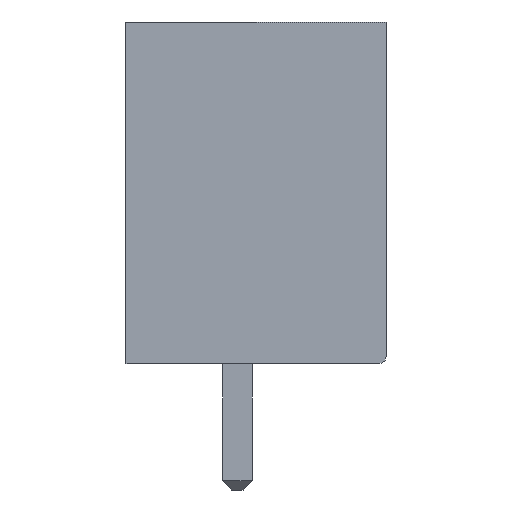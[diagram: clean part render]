
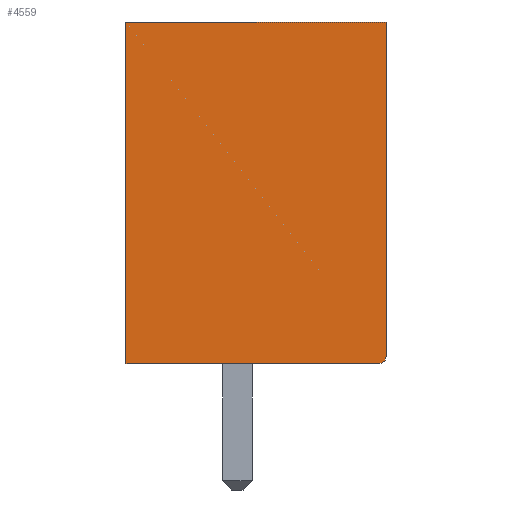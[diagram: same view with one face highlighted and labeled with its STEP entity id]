
A CAD part, left-side view. The second image highlights one B-rep face of the part: STEP entity #4559.
In plain terms, the highlighted planar face has unit normal (-1, 0, 0).
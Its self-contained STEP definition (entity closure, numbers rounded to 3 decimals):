
#229 = CARTESIAN_POINT ( 'NONE',  ( -28.8, -7., 0.2 ) ) ;
#386 = CARTESIAN_POINT ( 'NONE',  ( -28.8, -7., 0. ) ) ;
#754 = CARTESIAN_POINT ( 'NONE',  ( -28.8, -6.8, 0.2 ) ) ;
#956 = AXIS2_PLACEMENT_3D ( 'NONE', #3673, #7406, #5438 ) ;
#985 = PLANE ( 'NONE',  #956 ) ;
#1588 = VECTOR ( 'NONE', #8011, 1000. ) ;
#1937 = ORIENTED_EDGE ( 'NONE', *, *, #2463, .T. ) ;
#2281 = VECTOR ( 'NONE', #8716, 1000. ) ;
#2463 = EDGE_CURVE ( 'NONE', #4119, #11126, #5560, .T. ) ;
#2570 = DIRECTION ( 'NONE',  ( 0., 0., -1. ) ) ;
#2834 = CARTESIAN_POINT ( 'NONE',  ( -28.8, 0., 9.2 ) ) ;
#2926 = CARTESIAN_POINT ( 'NONE',  ( -28.8, 0., 0. ) ) ;
#3081 = EDGE_LOOP ( 'NONE', ( #1937, #9469, #10358, #10597, #3100 ) ) ;
#3100 = ORIENTED_EDGE ( 'NONE', *, *, #11853, .T. ) ;
#3330 = CARTESIAN_POINT ( 'NONE',  ( -28.8, -6.8, 0. ) ) ;
#3360 = VERTEX_POINT ( 'NONE', #229 ) ;
#3575 = LINE ( 'NONE', #9298, #9172 ) ;
#3673 = CARTESIAN_POINT ( 'NONE',  ( -28.8, -7., 9.2 ) ) ;
#3811 = EDGE_CURVE ( 'NONE', #11126, #3360, #4910, .T. ) ;
#3857 = DIRECTION ( 'NONE',  ( 0., 0., -1. ) ) ;
#4119 = VERTEX_POINT ( 'NONE', #2926 ) ;
#4559 = ADVANCED_FACE ( 'NONE', ( #6448 ), #985, .F. ) ;
#4868 = LINE ( 'NONE', #10775, #1588 ) ;
#4910 = CIRCLE ( 'NONE', #7228, 0.2 ) ;
#5155 = VECTOR ( 'NONE', #6290, 1000. ) ;
#5364 = DIRECTION ( 'NONE',  ( -1., 0., 0. ) ) ;
#5438 = DIRECTION ( 'NONE',  ( 0., 0., -1. ) ) ;
#5560 = LINE ( 'NONE', #386, #2281 ) ;
#6290 = DIRECTION ( 'NONE',  ( 0., 0., -1. ) ) ;
#6448 = FACE_OUTER_BOUND ( 'NONE', #3081, .T. ) ;
#7228 = AXIS2_PLACEMENT_3D ( 'NONE', #754, #5364, #2570 ) ;
#7277 = CARTESIAN_POINT ( 'NONE',  ( -28.8, -7., 9.2 ) ) ;
#7389 = CARTESIAN_POINT ( 'NONE',  ( -28.8, -7., 9.2 ) ) ;
#7406 = DIRECTION ( 'NONE',  ( 1., 0., 0. ) ) ;
#8011 = DIRECTION ( 'NONE',  ( 0., -1., 0. ) ) ;
#8016 = LINE ( 'NONE', #7277, #5155 ) ;
#8716 = DIRECTION ( 'NONE',  ( 0., -1., 0. ) ) ;
#9172 = VECTOR ( 'NONE', #3857, 1000. ) ;
#9298 = CARTESIAN_POINT ( 'NONE',  ( -28.8, 0., 9.2 ) ) ;
#9469 = ORIENTED_EDGE ( 'NONE', *, *, #3811, .T. ) ;
#10245 = VERTEX_POINT ( 'NONE', #7389 ) ;
#10358 = ORIENTED_EDGE ( 'NONE', *, *, #11678, .F. ) ;
#10597 = ORIENTED_EDGE ( 'NONE', *, *, #11517, .F. ) ;
#10679 = VERTEX_POINT ( 'NONE', #2834 ) ;
#10775 = CARTESIAN_POINT ( 'NONE',  ( -28.8, -7., 9.2 ) ) ;
#11126 = VERTEX_POINT ( 'NONE', #3330 ) ;
#11517 = EDGE_CURVE ( 'NONE', #10679, #10245, #4868, .T. ) ;
#11678 = EDGE_CURVE ( 'NONE', #10245, #3360, #8016, .T. ) ;
#11853 = EDGE_CURVE ( 'NONE', #10679, #4119, #3575, .T. ) ;
